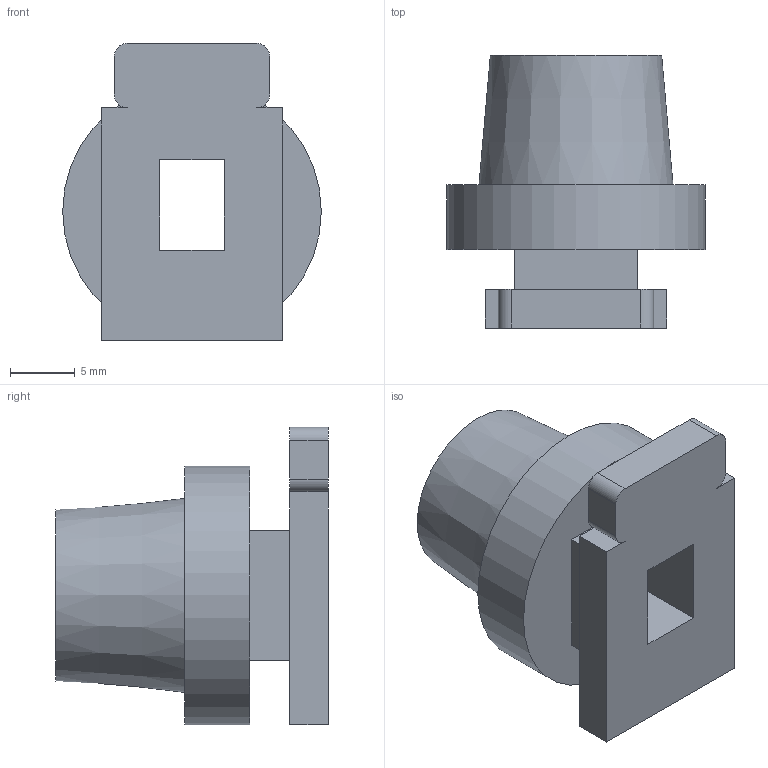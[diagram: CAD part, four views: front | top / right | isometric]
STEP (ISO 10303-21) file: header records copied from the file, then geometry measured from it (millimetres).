
FILE_DESCRIPTION(/* description */ (''),/* implementation_level */ '2;1');
FILE_NAME(/* name */ 'Tube coupler.stp',/* time_stamp */ '2021-09-23T15:30:35+01:00',/* author */ ('cb2409'),/* organization */ (''),/* preprocessor_version */ 'ST-DEVELOPER v18.1',/* originating_system */ 'Autodesk Inventor 2022',/* authorisation */ '');
FILE_SCHEMA (('AUTOMOTIVE_DESIGN { 1 0 10303 214 3 1 1 }'));
Length unit declared in the file: millimetre
Products named in the file (1): Ant connector
Bounding box: 20 x 21.1 x 23 mm (x, y, z)
Volume: 3629.3 mm3; surface area: 2567.6 mm2
Topology: 1 solids, 1 shells, 27 faces, 66 edges, 44 vertices
Faces by surface type: plane 21, bspline 4, cone 1, cylinder 1
Full cylindrical faces by diameter (mm): 20 x1
Entity records: 899 total; most frequent: CARTESIAN_POINT 205, ORIENTED_EDGE 132, DIRECTION 110, EDGE_CURVE 66, LINE 54, VECTOR 54, VERTEX_POINT 44, EDGE_LOOP 32
